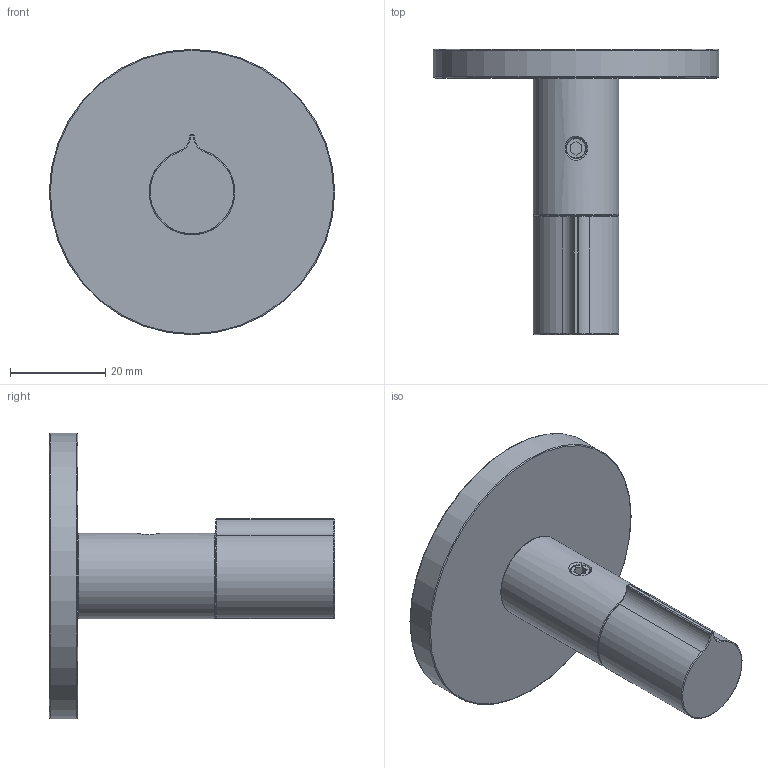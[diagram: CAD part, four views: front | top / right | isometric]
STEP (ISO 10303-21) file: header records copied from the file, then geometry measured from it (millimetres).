
FILE_DESCRIPTION(/* description */ ('Unknown'),/* implementation_level */ '2;1');
FILE_NAME(/* name */ 'GTA03-00',/* time_stamp */ '2026-02-19T10:37:25+01:00',/* author */ ('Unknown'),/* organization */ ('Unknown'),/* preprocessor_version */ 'ST-DEVELOPER v20',/* originating_system */ 'Solid Edge',/* authorisation */ 'Unknown');
FILE_SCHEMA (('AUTOMOTIVE_DESIGN {1 0 10303 214 3 1 1}'));
Length unit declared in the file: millimetre
Products named in the file (7): GTA03-00; GTA01-01; GTA03-001_oa_0; GRANO5X6P_8; GTA03-002_oa_1; GTA03-01; GTA03-02
Assembly tree (6 placements, depth 3):
  GTA03-00
    GTA01-01
    GTA03-001_oa_0
      GRANO5X6P_8
    GTA03-002_oa_1
      GTA03-01
      GTA03-02
Bounding box: 60 x 60 x 60 mm (x, y, z)
Volume: 21089.9 mm3; surface area: 12707.8 mm2
Topology: 4 solids, 4 shells, 85 faces, 203 edges, 123 vertices
Faces by surface type: plane 32, cylinder 22, torus 12, bspline 8, cone 7, sphere 4
Full cylindrical faces by diameter (mm): 4.134 x1, 5.25 x1, 10 x1, 11.5 x1, 16 x1, 18 x1, 45 x1, 60 x1
Entity records: 9384 total; most frequent: CARTESIAN_POINT 7519, DIRECTION 362, ORIENTED_EDGE 332, EDGE_CURVE 166, AXIS2_PLACEMENT_3D 159, FACE_BOUND 114, EDGE_LOOP 113, VERTEX_POINT 112
